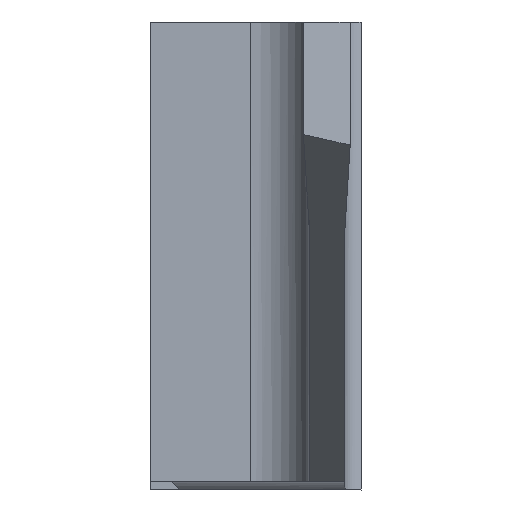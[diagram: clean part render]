
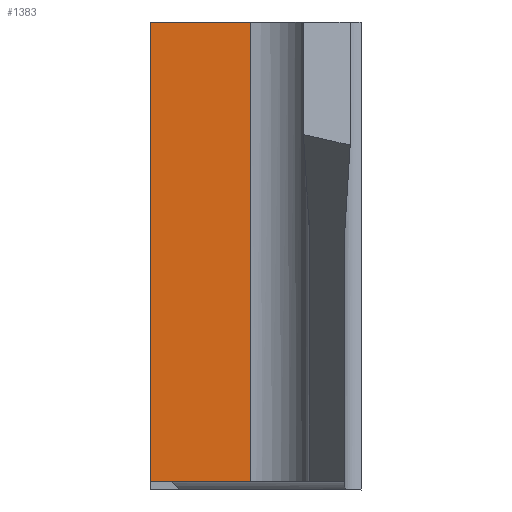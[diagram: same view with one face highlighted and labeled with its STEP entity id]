
A CAD part, front view. The second image highlights one B-rep face of the part: STEP entity #1383.
In plain terms, the highlighted planar face has unit normal (0, -1, 0).
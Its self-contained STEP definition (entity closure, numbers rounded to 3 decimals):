
#240=CARTESIAN_POINT('',(0.,10.564,0.));
#241=VERTEX_POINT('',#240);
#252=CARTESIAN_POINT('',(0.,10.564,-7.85));
#253=DIRECTION('',(0.,0.,1.));
#254=VECTOR('',#253,7.85);
#255=LINE('',#252,#254);
#256=CARTESIAN_POINT('',(0.,10.564,-7.85));
#257=VERTEX_POINT('',#256);
#258=EDGE_CURVE('',#257,#241,#255,.T.);
#536=CARTESIAN_POINT('',(1.71,10.564,-7.85));
#537=DIRECTION('',(-1.,0.,0.));
#538=VECTOR('',#537,1.71);
#539=LINE('',#536,#538);
#540=CARTESIAN_POINT('',(1.71,10.564,-7.85));
#541=VERTEX_POINT('',#540);
#542=EDGE_CURVE('',#541,#257,#539,.T.);
#1274=CARTESIAN_POINT('',(1.71,10.564,-7.85));
#1275=DIRECTION('',(0.,0.,1.));
#1276=VECTOR('',#1275,7.85);
#1277=LINE('',#1274,#1276);
#1278=CARTESIAN_POINT('',(1.71,10.564,0.));
#1279=VERTEX_POINT('',#1278);
#1280=EDGE_CURVE('',#541,#1279,#1277,.T.);
#1335=CARTESIAN_POINT('',(0.455,10.564,-4.4));
#1336=DIRECTION('',(0.,1.,0.));
#1337=DIRECTION('',(0.,0.,1.));
#1338=AXIS2_PLACEMENT_3D('',#1335,#1336,#1337);
#1339=PLANE('',#1338);
#1340=ORIENTED_EDGE('Edge 131',*,*,#258,.F.);
#1349=CARTESIAN_POINT('',(0.,10.564,0.));
#1350=DIRECTION('',(1.,0.,0.));
#1351=VECTOR('',#1350,1.71);
#1352=LINE('',#1349,#1351);
#1353=EDGE_CURVE('',#241,#1279,#1352,.T.);
#1354=ORIENTED_EDGE('Edge 240',*,*,#1353,.F.);
#1363=ORIENTED_EDGE('Edge 1274',*,*,#1280,.T.);
#1372=ORIENTED_EDGE('Edge 1279',*,*,#542,.F.);
#1381=EDGE_LOOP('',(#1372,#1363,#1354,#1340));
#1382=FACE_OUTER_BOUND('Loop 1280',#1381,.T.);
#1383=ADVANCED_FACE('Face 1281',(#1382),#1339,.F.);
